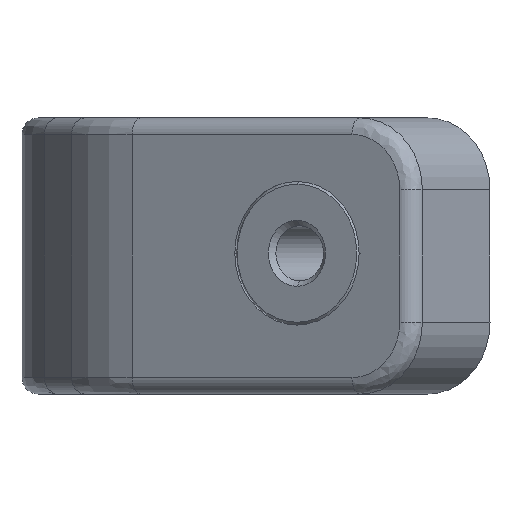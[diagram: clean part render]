
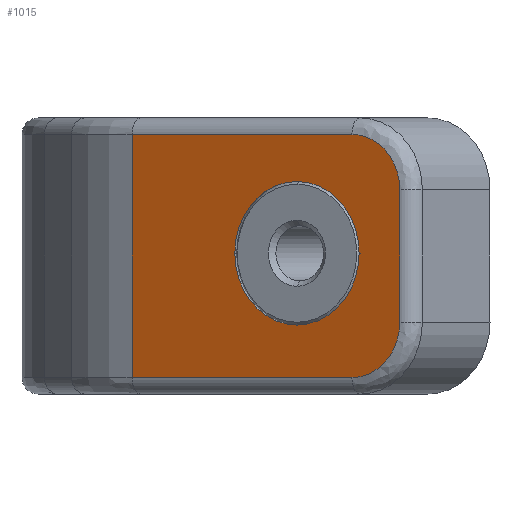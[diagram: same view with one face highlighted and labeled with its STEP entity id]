
A CAD part, front view. The second image highlights one B-rep face of the part: STEP entity #1015.
In plain terms, the highlighted planar face has unit normal (-0.5, -0.866, 0).
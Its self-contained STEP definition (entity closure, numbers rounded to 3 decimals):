
#62 = EDGE_LOOP ( 'NONE', ( #1716, #194 ) ) ;
#78 = DIRECTION ( 'NONE',  ( 0.866, -0.5, 0. ) ) ;
#95 = VERTEX_POINT ( 'NONE', #1808 ) ;
#124 = AXIS2_PLACEMENT_3D ( 'NONE', #1762, #474, #1972 ) ;
#141 = ORIENTED_EDGE ( 'NONE', *, *, #2777, .T. ) ;
#150 = PLANE ( 'NONE',  #2222 ) ;
#158 = CARTESIAN_POINT ( 'NONE',  ( 3.922, -3.852, 1.81 ) ) ;
#160 = DIRECTION ( 'NONE',  ( 0.866, -0.5, 0. ) ) ;
#173 = EDGE_LOOP ( 'NONE', ( #141, #1687, #484, #2760, #441, #1492 ) ) ;
#194 = ORIENTED_EDGE ( 'NONE', *, *, #1775, .T. ) ;
#267 = VERTEX_POINT ( 'NONE', #1367 ) ;
#297 = EDGE_CURVE ( 'NONE', #643, #651, #1894, .T. ) ;
#298 = CARTESIAN_POINT ( 'NONE',  ( 4.092, -3.95, -1.2 ) ) ;
#374 = EDGE_CURVE ( 'NONE', #2143, #95, #2062, .T. ) ;
#378 = CARTESIAN_POINT ( 'NONE',  ( 3.727, -3.74, 2.02 ) ) ;
#417 = DIRECTION ( 'NONE',  ( 0.866, -0.5, 0. ) ) ;
#418 = VECTOR ( 'NONE', #1381, 1000. ) ;
#441 = ORIENTED_EDGE ( 'NONE', *, *, #1532, .T. ) ;
#447 = FACE_BOUND ( 'NONE', #62, .T. ) ;
#474 = DIRECTION ( 'NONE',  ( 0.5, 0.866, 0. ) ) ;
#484 = ORIENTED_EDGE ( 'NONE', *, *, #2138, .F. ) ;
#506 = CARTESIAN_POINT ( 'NONE',  ( 4.092, -3.95, -1.786 ) ) ;
#598 = CARTESIAN_POINT ( 'NONE',  ( 3.599, -3.666, 2.102 ) ) ;
#626 = LINE ( 'NONE', #2188, #1760 ) ;
#643 = VERTEX_POINT ( 'NONE', #1045 ) ;
#651 = VERTEX_POINT ( 'NONE', #1453 ) ;
#691 = CARTESIAN_POINT ( 'NONE',  ( -0.755, -1.152, 2.2 ) ) ;
#718 = LINE ( 'NONE', #1700, #1863 ) ;
#728 = CARTESIAN_POINT ( 'NONE',  ( 4.092, -3.95, -1.2 ) ) ;
#804 = CARTESIAN_POINT ( 'NONE',  ( 4.092, -3.95, 1.264 ) ) ;
#812 = CARTESIAN_POINT ( 'NONE',  ( 3.557, -3.641, 2.124 ) ) ;
#869 = CIRCLE ( 'NONE', #124, 1.3 ) ;
#942 = CARTESIAN_POINT ( 'NONE',  ( 3.733, -3.743, -2.2 ) ) ;
#1015 = ADVANCED_FACE ( 'NONE', ( #447, #2147 ), #150, .T. ) ;
#1019 = CARTESIAN_POINT ( 'NONE',  ( 4.062, -3.933, 1.464 ) ) ;
#1030 = CARTESIAN_POINT ( 'NONE',  ( 3.336, -3.514, 2.2 ) ) ;
#1040 = B_SPLINE_CURVE_WITH_KNOTS ( 'NONE', 3,
 ( #2080, #804, #2297, #1019, #2504, #1240, #2729, #1457, #158, #1668, #378, #1875, #598, #2092, #812, #2310, #1030, #2515 ),
 .UNSPECIFIED., .F., .F.,
 ( 4, 1, 1, 2, 2, 2, 1, 1, 2, 2, 4 ),
 ( 0., 0.125, 0.188, 0.219, 0.25, 0.5, 0.625, 0.688, 0.719, 0.75, 1. ),
 .UNSPECIFIED. ) ;
#1045 = CARTESIAN_POINT ( 'NONE',  ( 3.355, -3.525, 0.05 ) ) ;
#1146 = EDGE_CURVE ( 'NONE', #1149, #1526, #2649, .T. ) ;
#1149 = VERTEX_POINT ( 'NONE', #2669 ) ;
#1240 = CARTESIAN_POINT ( 'NONE',  ( 4.041, -3.921, 1.539 ) ) ;
#1367 = CARTESIAN_POINT ( 'NONE',  ( 3.226, -3.45, 2.2 ) ) ;
#1378 = DIRECTION ( 'NONE',  ( 0.5, 0.866, 0. ) ) ;
#1381 = DIRECTION ( 'NONE',  ( 0., 0., 1. ) ) ;
#1397 = DIRECTION ( 'NONE',  ( 0.866, -0.5, 0. ) ) ;
#1419 =( BOUNDED_CURVE ( )  B_SPLINE_CURVE ( 3, ( #728, #506, #942, #2432 ),
 .UNSPECIFIED., .F., .F. ) 
 B_SPLINE_CURVE_WITH_KNOTS ( ( 4, 4 ),
 ( 0., 1. ),
 .UNSPECIFIED. ) 
 CURVE ( )  GEOMETRIC_REPRESENTATION_ITEM ( )  RATIONAL_B_SPLINE_CURVE ( ( 1., 0.805, 0.805, 1. ) ) 
 REPRESENTATION_ITEM ( '' )  );
#1453 = CARTESIAN_POINT ( 'NONE',  ( 1.104, -2.225, 0.05 ) ) ;
#1457 = CARTESIAN_POINT ( 'NONE',  ( 3.987, -3.89, 1.696 ) ) ;
#1460 = DIRECTION ( 'NONE',  ( -0.5, -0.866, 0. ) ) ;
#1492 = ORIENTED_EDGE ( 'NONE', *, *, #2526, .F. ) ;
#1526 = VERTEX_POINT ( 'NONE', #1654 ) ;
#1532 = EDGE_CURVE ( 'NONE', #95, #267, #1040, .T. ) ;
#1654 = CARTESIAN_POINT ( 'NONE',  ( 3.226, -3.45, -2.2 ) ) ;
#1668 = CARTESIAN_POINT ( 'NONE',  ( 3.796, -3.779, 1.956 ) ) ;
#1687 = ORIENTED_EDGE ( 'NONE', *, *, #1146, .T. ) ;
#1700 = CARTESIAN_POINT ( 'NONE',  ( 3.712, -3.731, 2.2 ) ) ;
#1716 = ORIENTED_EDGE ( 'NONE', *, *, #297, .T. ) ;
#1760 = VECTOR ( 'NONE', #2619, 1000. ) ;
#1762 = CARTESIAN_POINT ( 'NONE',  ( 2.23, -2.875, 0.05 ) ) ;
#1775 = EDGE_CURVE ( 'NONE', #651, #643, #869, .T. ) ;
#1783 = AXIS2_PLACEMENT_3D ( 'NONE', #2640, #1378, #78 ) ;
#1804 = CARTESIAN_POINT ( 'NONE',  ( -2.75, 0., -2.2 ) ) ;
#1808 = CARTESIAN_POINT ( 'NONE',  ( 4.092, -3.95, 1.2 ) ) ;
#1863 = VECTOR ( 'NONE', #417, 1000. ) ;
#1875 = CARTESIAN_POINT ( 'NONE',  ( 3.639, -3.689, 2.08 ) ) ;
#1894 = CIRCLE ( 'NONE', #1783, 1.3 ) ;
#1972 = DIRECTION ( 'NONE',  ( 0.866, -0.5, 0. ) ) ;
#2062 = LINE ( 'NONE', #2445, #418 ) ;
#2080 = CARTESIAN_POINT ( 'NONE',  ( 4.092, -3.95, 1.2 ) ) ;
#2090 = VECTOR ( 'NONE', #1397, 1000. ) ;
#2092 = CARTESIAN_POINT ( 'NONE',  ( 3.572, -3.65, 2.117 ) ) ;
#2138 = EDGE_CURVE ( 'NONE', #2143, #1526, #1419, .T. ) ;
#2143 = VERTEX_POINT ( 'NONE', #298 ) ;
#2147 = FACE_OUTER_BOUND ( 'NONE', #173, .T. ) ;
#2188 = CARTESIAN_POINT ( 'NONE',  ( -0.755, -1.152, -2.5 ) ) ;
#2222 = AXIS2_PLACEMENT_3D ( 'NONE', #2731, #1460, #160 ) ;
#2297 = CARTESIAN_POINT ( 'NONE',  ( 4.084, -3.946, 1.357 ) ) ;
#2310 = CARTESIAN_POINT ( 'NONE',  ( 3.442, -3.575, 2.176 ) ) ;
#2432 = CARTESIAN_POINT ( 'NONE',  ( 3.226, -3.45, -2.2 ) ) ;
#2445 = CARTESIAN_POINT ( 'NONE',  ( 4.092, -3.95, -2.5 ) ) ;
#2504 = CARTESIAN_POINT ( 'NONE',  ( 4.049, -3.926, 1.509 ) ) ;
#2515 = CARTESIAN_POINT ( 'NONE',  ( 3.226, -3.45, 2.2 ) ) ;
#2526 = EDGE_CURVE ( 'NONE', #2757, #267, #718, .T. ) ;
#2619 = DIRECTION ( 'NONE',  ( 0., 0., -1. ) ) ;
#2640 = CARTESIAN_POINT ( 'NONE',  ( 2.23, -2.875, 0.05 ) ) ;
#2649 = LINE ( 'NONE', #1804, #2090 ) ;
#2669 = CARTESIAN_POINT ( 'NONE',  ( -0.755, -1.152, -2.2 ) ) ;
#2729 = CARTESIAN_POINT ( 'NONE',  ( 4.036, -3.918, 1.552 ) ) ;
#2731 = CARTESIAN_POINT ( 'NONE',  ( -2.75, 0., -2.5 ) ) ;
#2757 = VERTEX_POINT ( 'NONE', #691 ) ;
#2760 = ORIENTED_EDGE ( 'NONE', *, *, #374, .T. ) ;
#2777 = EDGE_CURVE ( 'NONE', #2757, #1149, #626, .T. ) ;
